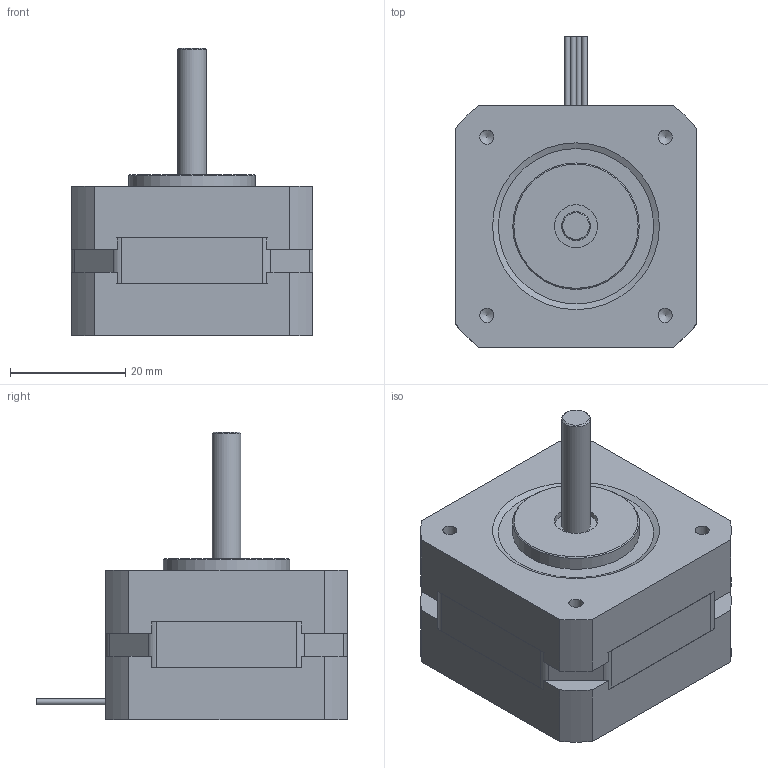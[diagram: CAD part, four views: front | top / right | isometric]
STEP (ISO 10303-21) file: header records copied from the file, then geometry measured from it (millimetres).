
FILE_DESCRIPTION(/* description */ (''),/* implementation_level */ '2;1');
FILE_NAME(/* name */ 'ST4118X0404-A.stp',/* time_stamp */ '2015-07-15T09:44:25+02:00',/* author */ ('schneid_a'),/* organization */ (''),/* preprocessor_version */ 'ST-DEVELOPER v16.1',/* originating_system */ 'Autodesk Inventor 2016',/* authorisation */ '');
FILE_SCHEMA (('AUTOMOTIVE_DESIGN { 1 0 10303 214 3 1 1 }'));
Length unit declared in the file: centimetre
Products named in the file (1): ST4118X..._A
Bounding box: 42 x 54 x 50.04 mm (x, y, z)
Volume: 45434.7 mm3; surface area: 16602.8 mm2
Topology: 9 solids, 10 shells, 261 faces, 649 edges, 415 vertices
Faces by surface type: plane 135, cone 67, cylinder 51, sphere 4, torus 4
Full cylindrical faces by diameter (mm): 1 x7, 2.275 x4, 2.459 x4, 2.5 x4, 2.7 x4, 5 x2, 6 x4, 7.5 x1, 22 x1
Entity records: 7726 total; most frequent: CARTESIAN_POINT 1438, DIRECTION 1280, ORIENTED_EDGE 1164, EDGE_CURVE 582, AXIS2_PLACEMENT_3D 516, VERTEX_POINT 402, EDGE_LOOP 339, STYLED_ITEM 270
